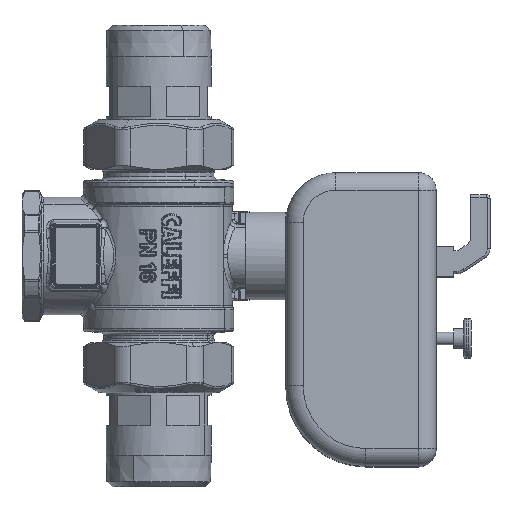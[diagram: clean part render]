
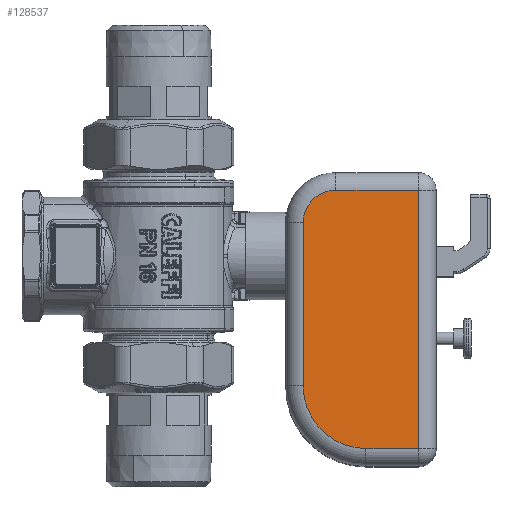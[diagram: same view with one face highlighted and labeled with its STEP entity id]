
A CAD part, top view. The second image highlights one B-rep face of the part: STEP entity #128537.
In plain terms, the highlighted planar face has unit normal (0, 0.004, 1).
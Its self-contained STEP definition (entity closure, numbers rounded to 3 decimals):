
#128253=CARTESIAN_POINT('Vertex',(96.796,26.194,33.886)) ;
#128256=CARTESIAN_POINT('Line Origine',(96.796,-25.305,34.111)) ;
#128260=CARTESIAN_POINT('Vertex',(96.796,-76.805,34.335)) ;
#128491=CARTESIAN_POINT('Axis2P3D Location',(43.796,33.194,33.855)) ;
#128496=CARTESIAN_POINT('Line Origine',(80.296,26.194,33.886)) ;
#128500=CARTESIAN_POINT('Vertex',(63.796,26.194,33.886)) ;
#128503=CARTESIAN_POINT('Axis2P3D Location',(63.796,13.195,33.943)) ;
#128507=CARTESIAN_POINT('Vertex',(50.796,13.195,33.943)) ;
#128510=CARTESIAN_POINT('Line Origine',(50.796,-19.305,34.085)) ;
#128514=CARTESIAN_POINT('Vertex',(50.796,-51.805,34.226)) ;
#128517=CARTESIAN_POINT('Axis2P3D Location',(75.796,-51.805,34.226)) ;
#128521=CARTESIAN_POINT('Vertex',(75.796,-76.805,34.335)) ;
#128524=CARTESIAN_POINT('Line Origine',(86.296,-76.805,34.335)) ;
#128258=VECTOR('Line Direction',#128257,1.) ;
#128498=VECTOR('Line Direction',#128497,1.) ;
#128512=VECTOR('Line Direction',#128511,1.) ;
#128526=VECTOR('Line Direction',#128525,1.) ;
#128257=DIRECTION('Vector Direction',(0.,-1.,0.004)) ;
#128492=DIRECTION('Axis2P3D Direction',(0.,-0.004,-1.)) ;
#128493=DIRECTION('Axis2P3D XDirection',(0.,1.,-0.004)) ;
#128497=DIRECTION('Vector Direction',(-1.,0.,0.)) ;
#128504=DIRECTION('Axis2P3D Direction',(0.,-0.004,-1.)) ;
#128511=DIRECTION('Vector Direction',(0.,1.,-0.004)) ;
#128518=DIRECTION('Axis2P3D Direction',(0.,-0.004,-1.)) ;
#128525=DIRECTION('Vector Direction',(1.,0.,0.)) ;
#128494=AXIS2_PLACEMENT_3D('Plane Axis2P3D',#128491,#128492,#128493) ;
#128505=AXIS2_PLACEMENT_3D('Circle Axis2P3D',#128503,#128504,$) ;
#128519=AXIS2_PLACEMENT_3D('Circle Axis2P3D',#128517,#128518,$) ;
#128259=LINE('Line',#128256,#128258) ;
#128499=LINE('Line',#128496,#128498) ;
#128513=LINE('Line',#128510,#128512) ;
#128527=LINE('Line',#128524,#128526) ;
#128506=CIRCLE('generated circle',#128505,13.) ;
#128520=CIRCLE('generated circle',#128519,25.) ;
#128495=PLANE('',#128494) ;
#128262=EDGE_CURVE('',#128254,#128261,#128259,.T.) ;
#128502=EDGE_CURVE('',#128501,#128254,#128499,.F.) ;
#128509=EDGE_CURVE('',#128508,#128501,#128506,.T.) ;
#128516=EDGE_CURVE('',#128515,#128508,#128513,.T.) ;
#128523=EDGE_CURVE('',#128522,#128515,#128520,.T.) ;
#128528=EDGE_CURVE('',#128261,#128522,#128527,.F.) ;
#128530=ORIENTED_EDGE('',*,*,#128502,.F.) ;
#128531=ORIENTED_EDGE('',*,*,#128509,.F.) ;
#128532=ORIENTED_EDGE('',*,*,#128516,.F.) ;
#128533=ORIENTED_EDGE('',*,*,#128523,.F.) ;
#128534=ORIENTED_EDGE('',*,*,#128528,.F.) ;
#128535=ORIENTED_EDGE('',*,*,#128262,.F.) ;
#128529=EDGE_LOOP('',(#128530,#128531,#128532,#128533,#128534,#128535)) ;
#128254=VERTEX_POINT('',#128253) ;
#128261=VERTEX_POINT('',#128260) ;
#128501=VERTEX_POINT('',#128500) ;
#128508=VERTEX_POINT('',#128507) ;
#128515=VERTEX_POINT('',#128514) ;
#128522=VERTEX_POINT('',#128521) ;
#128537=ADVANCED_FACE('PartBody',(#128536),#128495,.F.) ;
#128536=FACE_OUTER_BOUND('',#128529,.T.) ;
